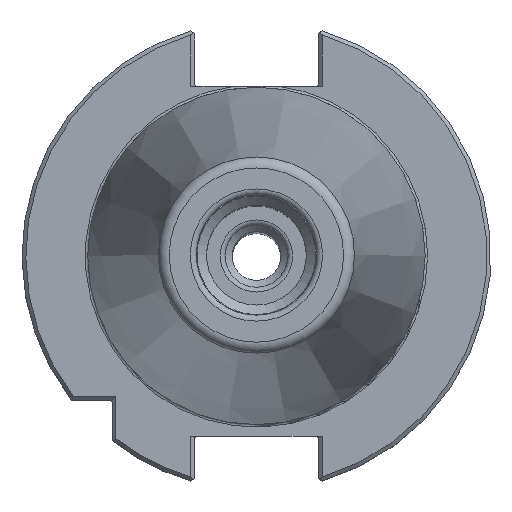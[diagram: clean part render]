
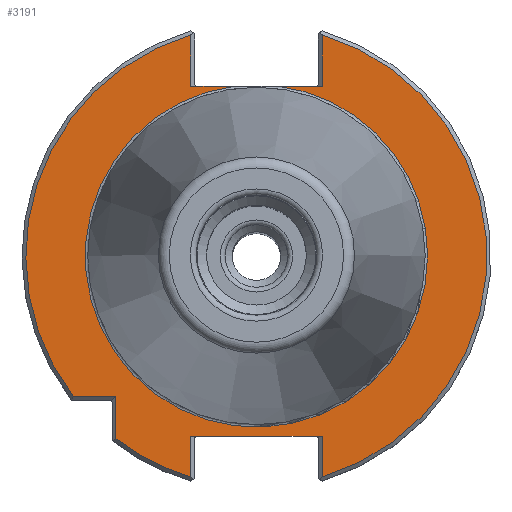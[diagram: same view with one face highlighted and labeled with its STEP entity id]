
A CAD part, top view. The second image highlights one B-rep face of the part: STEP entity #3191.
In plain terms, the highlighted planar face has unit normal (0, 0, 1).
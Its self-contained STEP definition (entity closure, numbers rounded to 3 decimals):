
#73=LINE('',#4627,#168);
#77=LINE('',#4640,#172);
#88=LINE('',#4742,#183);
#93=LINE('',#4756,#188);
#114=LINE('',#4816,#209);
#115=LINE('',#4818,#210);
#116=LINE('',#4820,#211);
#117=LINE('',#4821,#212);
#118=LINE('',#4822,#213);
#168=VECTOR('',#3911,1000.);
#172=VECTOR('',#3923,1000.);
#183=VECTOR('',#4016,1000.);
#188=VECTOR('',#4027,1000.);
#209=VECTOR('',#4090,1000.);
#210=VECTOR('',#4093,1000.);
#211=VECTOR('',#4094,1000.);
#212=VECTOR('',#4095,1000.);
#213=VECTOR('',#4096,1000.);
#706=ORIENTED_EDGE('',*,*,#1029,.T.);
#707=ORIENTED_EDGE('',*,*,#1104,.T.);
#708=ORIENTED_EDGE('',*,*,#1105,.F.);
#709=ORIENTED_EDGE('',*,*,#1106,.T.);
#710=ORIENTED_EDGE('',*,*,#1031,.T.);
#711=ORIENTED_EDGE('',*,*,#1074,.T.);
#712=ORIENTED_EDGE('',*,*,#1107,.F.);
#713=ORIENTED_EDGE('',*,*,#1065,.F.);
#714=ORIENTED_EDGE('',*,*,#1108,.F.);
#715=ORIENTED_EDGE('',*,*,#1067,.T.);
#716=ORIENTED_EDGE('',*,*,#1026,.T.);
#717=ORIENTED_EDGE('',*,*,#1025,.T.);
#718=ORIENTED_EDGE('',*,*,#1018,.T.);
#1018=EDGE_CURVE('',#1280,#1279,#73,.T.);
#1025=EDGE_CURVE('',#1283,#1280,#77,.T.);
#1026=EDGE_CURVE('',#1285,#1283,#1473,.T.);
#1029=EDGE_CURVE('',#1279,#1286,#1476,.T.);
#1031=EDGE_CURVE('',#1289,#1288,#1478,.T.);
#1065=EDGE_CURVE('',#1312,#1313,#1498,.T.);
#1067=EDGE_CURVE('',#1314,#1285,#88,.T.);
#1074=EDGE_CURVE('',#1288,#1319,#93,.T.);
#1104=EDGE_CURVE('',#1286,#1337,#114,.T.);
#1105=EDGE_CURVE('',#1338,#1337,#115,.T.);
#1106=EDGE_CURVE('',#1338,#1289,#116,.T.);
#1107=EDGE_CURVE('',#1313,#1319,#117,.T.);
#1108=EDGE_CURVE('',#1314,#1312,#118,.T.);
#1279=VERTEX_POINT('',#4626);
#1280=VERTEX_POINT('',#4628);
#1283=VERTEX_POINT('',#4636);
#1285=VERTEX_POINT('',#4643);
#1286=VERTEX_POINT('',#4647);
#1288=VERTEX_POINT('',#4652);
#1289=VERTEX_POINT('',#4654);
#1312=VERTEX_POINT('',#4734);
#1313=VERTEX_POINT('',#4735);
#1314=VERTEX_POINT('',#4743);
#1319=VERTEX_POINT('',#4755);
#1337=VERTEX_POINT('',#4815);
#1338=VERTEX_POINT('',#4819);
#1473=CIRCLE('',#3412,47.95);
#1476=CIRCLE('',#3416,47.95);
#1478=CIRCLE('',#3419,47.95);
#1498=CIRCLE('',#3450,35.591);
#1699=EDGE_LOOP('',(#706,#707,#708,#709,#710,#711,#712,#713,#714,#715,#716,
#717,#718));
#1929=FACE_BOUND('',#1699,.T.);
#2025=PLANE('',#3476);
#3191=ADVANCED_FACE('',(#1929),#2025,.T.);
#3412=AXIS2_PLACEMENT_3D('',#4642,#3926,#3927);
#3416=AXIS2_PLACEMENT_3D('',#4648,#3934,#3935);
#3419=AXIS2_PLACEMENT_3D('',#4653,#3940,#3941);
#3450=AXIS2_PLACEMENT_3D('',#4733,#4012,#4013);
#3476=AXIS2_PLACEMENT_3D('',#4817,#4091,#4092);
#3911=DIRECTION('',(0.,-1.,0.));
#3923=DIRECTION('',(1.,0.,0.));
#3926=DIRECTION('',(0.,0.,1.));
#3927=DIRECTION('',(1.,0.,0.));
#3934=DIRECTION('',(0.,0.,1.));
#3935=DIRECTION('',(1.,0.,0.));
#3940=DIRECTION('',(0.,0.,1.));
#3941=DIRECTION('',(1.,0.,0.));
#4012=DIRECTION('',(0.,0.,1.));
#4013=DIRECTION('',(1.,0.,0.));
#4016=DIRECTION('',(0.,1.,0.));
#4027=DIRECTION('',(0.,-1.,0.));
#4090=DIRECTION('',(0.,1.,0.));
#4091=DIRECTION('',(0.,0.,1.));
#4092=DIRECTION('',(1.,0.,0.));
#4093=DIRECTION('',(-1.,0.,0.));
#4094=DIRECTION('',(0.,-1.,0.));
#4095=DIRECTION('',(1.,0.,0.));
#4096=DIRECTION('',(1.,0.,0.));
#4626=CARTESIAN_POINT('',(-29.2,-38.034,-3.2));
#4627=CARTESIAN_POINT('',(-29.2,-38.616,-3.2));
#4628=CARTESIAN_POINT('',(-29.2,-29.2,-3.2));
#4636=CARTESIAN_POINT('',(-38.034,-29.2,-3.2));
#4640=CARTESIAN_POINT('',(-30.,-29.2,-3.2));
#4642=CARTESIAN_POINT('',(0.,0.,-3.2));
#4643=CARTESIAN_POINT('',(-13.65,45.966,-3.2));
#4647=CARTESIAN_POINT('',(-13.65,-45.966,-3.2));
#4648=CARTESIAN_POINT('',(0.,0.,-3.2));
#4652=CARTESIAN_POINT('',(13.65,45.966,-3.2));
#4653=CARTESIAN_POINT('',(0.,0.,-3.2));
#4654=CARTESIAN_POINT('',(13.65,-45.966,-3.2));
#4733=CARTESIAN_POINT('',(0.,0.,-3.2));
#4734=CARTESIAN_POINT('',(-4.543,35.3,-3.2));
#4735=CARTESIAN_POINT('',(4.543,35.3,-3.2));
#4742=CARTESIAN_POINT('',(-13.65,47.181,-3.2));
#4743=CARTESIAN_POINT('',(-13.65,35.3,-3.2));
#4755=CARTESIAN_POINT('',(13.65,35.3,-3.2));
#4756=CARTESIAN_POINT('',(13.65,35.3,-3.2));
#4815=CARTESIAN_POINT('',(-13.65,-37.5,-3.2));
#4816=CARTESIAN_POINT('',(-13.65,-37.5,-3.2));
#4817=CARTESIAN_POINT('',(35.591,0.,-3.2));
#4818=CARTESIAN_POINT('',(12.85,-37.5,-3.2));
#4819=CARTESIAN_POINT('',(13.65,-37.5,-3.2));
#4820=CARTESIAN_POINT('',(13.65,-47.181,-3.2));
#4821=CARTESIAN_POINT('',(-12.85,35.3,-3.2));
#4822=CARTESIAN_POINT('',(-12.85,35.3,-3.2));
